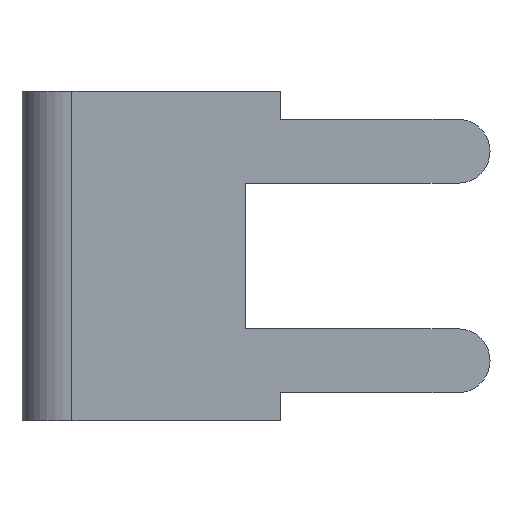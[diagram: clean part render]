
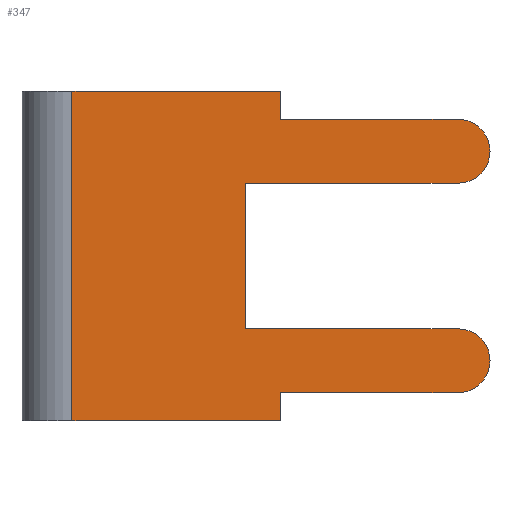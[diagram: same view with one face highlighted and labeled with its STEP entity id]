
A CAD part, left-side view. The second image highlights one B-rep face of the part: STEP entity #347.
In plain terms, the highlighted planar face has unit normal (-1, 0, 0).
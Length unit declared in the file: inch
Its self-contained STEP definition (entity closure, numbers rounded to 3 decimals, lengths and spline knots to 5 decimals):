
#228 = ORIENTED_EDGE ( 'NONE', *, *, #229, .F. ) ;
#229 = EDGE_CURVE ( 'NONE', #310, #309, #1038, .T. ) ;
#230 = ORIENTED_EDGE ( 'NONE', *, *, #231, .F. ) ;
#231 = EDGE_CURVE ( 'NONE', #232, #310, #1034, .T. ) ;
#232 = VERTEX_POINT ( 'NONE', #1090 ) ;
#233 = ORIENTED_EDGE ( 'NONE', *, *, #234, .F. ) ;
#234 = EDGE_CURVE ( 'NONE', #235, #232, #1089, .T. ) ;
#235 = VERTEX_POINT ( 'NONE', #1085 ) ;
#236 = ORIENTED_EDGE ( 'NONE', *, *, #237, .F. ) ;
#237 = EDGE_CURVE ( 'NONE', #238, #235, #1084, .T. ) ;
#238 = VERTEX_POINT ( 'NONE', #1080 ) ;
#239 = ORIENTED_EDGE ( 'NONE', *, *, #240, .F. ) ;
#240 = EDGE_CURVE ( 'NONE', #241, #238, #1079, .T. ) ;
#241 = VERTEX_POINT ( 'NONE', #1075 ) ;
#258 = ORIENTED_EDGE ( 'NONE', *, *, #259, .F. ) ;
#259 = EDGE_CURVE ( 'NONE', #260, #241, #1206, .T. ) ;
#260 = VERTEX_POINT ( 'NONE', #1314 ) ;
#261 = ORIENTED_EDGE ( 'NONE', *, *, #262, .F. ) ;
#262 = EDGE_CURVE ( 'NONE', #351, #260, #1313, .T. ) ;
#307 = ORIENTED_EDGE ( 'NONE', *, *, #308, .F. ) ;
#308 = EDGE_CURVE ( 'NONE', #309, #337, #1185, .T. ) ;
#309 = VERTEX_POINT ( 'NONE', #1181 ) ;
#310 = VERTEX_POINT ( 'NONE', #1180 ) ;
#321 = ORIENTED_EDGE ( 'NONE', *, *, #339, .T. ) ;
#337 = VERTEX_POINT ( 'NONE', #1331 ) ;
#339 = EDGE_CURVE ( 'NONE', #340, #337, #1285, .T. ) ;
#340 = VERTEX_POINT ( 'NONE', #1281 ) ;
#343 = EDGE_LOOP ( 'NONE', ( #348, #352, #355, #321, #307, #228, #230, #233, #236, #239, #258, #261 ) ) ;
#347 = ADVANCED_FACE ( 'NONE', ( #1273 ), #1269, .F. ) ;
#348 = ORIENTED_EDGE ( 'NONE', *, *, #349, .F. ) ;
#349 = EDGE_CURVE ( 'NONE', #350, #351, #1267, .T. ) ;
#350 = VERTEX_POINT ( 'NONE', #1260 ) ;
#351 = VERTEX_POINT ( 'NONE', #1259 ) ;
#352 = ORIENTED_EDGE ( 'NONE', *, *, #353, .F. ) ;
#353 = EDGE_CURVE ( 'NONE', #354, #350, #1258, .T. ) ;
#354 = VERTEX_POINT ( 'NONE', #1254 ) ;
#355 = ORIENTED_EDGE ( 'NONE', *, *, #356, .T. ) ;
#356 = EDGE_CURVE ( 'NONE', #354, #340, #1330, .T. ) ;
#1030 = DIRECTION ( 'NONE',  ( 0., 0., -1. ) ) ;
#1031 = DIRECTION ( 'NONE',  ( 1., 0., 0. ) ) ;
#1032 = CARTESIAN_POINT ( 'NONE',  ( -0.155, 0.03, 0.0565 ) ) ;
#1033 = AXIS2_PLACEMENT_3D ( 'NONE', #1032, #1031, #1030 ) ;
#1034 = CIRCLE ( 'NONE', #1033, 0.03 ) ;
#1035 = DIRECTION ( 'NONE',  ( 0., 1., 0. ) ) ;
#1036 = VECTOR ( 'NONE', #1035, 39.37008 ) ;
#1037 = CARTESIAN_POINT ( 'NONE',  ( -0.155, 0.393, 0.0265 ) ) ;
#1038 = LINE ( 'NONE', #1037, #1036 ) ;
#1075 = CARTESIAN_POINT ( 'NONE',  ( -0.155, 0.03, 0.2235 ) ) ;
#1076 = DIRECTION ( 'NONE',  ( 0., 1., 0. ) ) ;
#1077 = VECTOR ( 'NONE', #1076, 39.37008 ) ;
#1078 = CARTESIAN_POINT ( 'NONE',  ( -0.155, 0.393, 0.2235 ) ) ;
#1079 = LINE ( 'NONE', #1078, #1077 ) ;
#1080 = CARTESIAN_POINT ( 'NONE',  ( -0.155, 0.23, 0.2235 ) ) ;
#1081 = DIRECTION ( 'NONE',  ( 0., 0., -1. ) ) ;
#1082 = VECTOR ( 'NONE', #1081, 39.37008 ) ;
#1083 = CARTESIAN_POINT ( 'NONE',  ( -0.155, 0.23, 0.31 ) ) ;
#1084 = LINE ( 'NONE', #1083, #1082 ) ;
#1085 = CARTESIAN_POINT ( 'NONE',  ( -0.155, 0.23, 0.0865 ) ) ;
#1086 = DIRECTION ( 'NONE',  ( 0., -1., 0. ) ) ;
#1087 = VECTOR ( 'NONE', #1086, 39.37008 ) ;
#1088 = CARTESIAN_POINT ( 'NONE',  ( -0.155, 0.393, 0.0865 ) ) ;
#1089 = LINE ( 'NONE', #1088, #1087 ) ;
#1090 = CARTESIAN_POINT ( 'NONE',  ( -0.155, 0.03, 0.0865 ) ) ;
#1180 = CARTESIAN_POINT ( 'NONE',  ( -0.155, 0.03, 0.0265 ) ) ;
#1181 = CARTESIAN_POINT ( 'NONE',  ( -0.155, 0.197, 0.0265 ) ) ;
#1182 = DIRECTION ( 'NONE',  ( 0., 0., -1. ) ) ;
#1183 = VECTOR ( 'NONE', #1182, 39.37008 ) ;
#1184 = CARTESIAN_POINT ( 'NONE',  ( -0.155, 0.197, 0.31 ) ) ;
#1185 = LINE ( 'NONE', #1184, #1183 ) ;
#1205 = AXIS2_PLACEMENT_3D ( 'NONE', #1317, #1316, #1315 ) ;
#1206 = CIRCLE ( 'NONE', #1205, 0.03 ) ;
#1254 = CARTESIAN_POINT ( 'NONE',  ( -0.155, 0.393, 0.31 ) ) ;
#1255 = DIRECTION ( 'NONE',  ( 0., -1., 0. ) ) ;
#1256 = VECTOR ( 'NONE', #1255, 39.37008 ) ;
#1257 = CARTESIAN_POINT ( 'NONE',  ( -0.155, 0.393, 0.31 ) ) ;
#1258 = LINE ( 'NONE', #1257, #1256 ) ;
#1259 = CARTESIAN_POINT ( 'NONE',  ( -0.155, 0.197, 0.2835 ) ) ;
#1260 = CARTESIAN_POINT ( 'NONE',  ( -0.155, 0.197, 0.31 ) ) ;
#1261 = DIRECTION ( 'NONE',  ( 0., 0., -1. ) ) ;
#1262 = VECTOR ( 'NONE', #1261, 39.37008 ) ;
#1263 = CARTESIAN_POINT ( 'NONE',  ( -0.155, 0.197, 0.31 ) ) ;
#1264 = DIRECTION ( 'NONE',  ( 0., 0., -1. ) ) ;
#1265 = DIRECTION ( 'NONE',  ( 1., 0., 0. ) ) ;
#1266 = CARTESIAN_POINT ( 'NONE',  ( -0.155, 0.393, 0.31 ) ) ;
#1267 = LINE ( 'NONE', #1263, #1262 ) ;
#1268 = AXIS2_PLACEMENT_3D ( 'NONE', #1266, #1265, #1264 ) ;
#1269 = PLANE ( 'NONE',  #1268 ) ;
#1273 = FACE_OUTER_BOUND ( 'NONE', #343, .T. ) ;
#1281 = CARTESIAN_POINT ( 'NONE',  ( -0.155, 0.393, 0. ) ) ;
#1282 = DIRECTION ( 'NONE',  ( 0., -1., 0. ) ) ;
#1283 = VECTOR ( 'NONE', #1282, 39.37008 ) ;
#1284 = CARTESIAN_POINT ( 'NONE',  ( -0.155, 0.393, 0. ) ) ;
#1285 = LINE ( 'NONE', #1284, #1283 ) ;
#1310 = DIRECTION ( 'NONE',  ( 0., -1., 0. ) ) ;
#1311 = VECTOR ( 'NONE', #1310, 39.37008 ) ;
#1312 = CARTESIAN_POINT ( 'NONE',  ( -0.155, 0.393, 0.2835 ) ) ;
#1313 = LINE ( 'NONE', #1312, #1311 ) ;
#1314 = CARTESIAN_POINT ( 'NONE',  ( -0.155, 0.03, 0.2835 ) ) ;
#1315 = DIRECTION ( 'NONE',  ( 0., 0., -1. ) ) ;
#1316 = DIRECTION ( 'NONE',  ( 1., 0., 0. ) ) ;
#1317 = CARTESIAN_POINT ( 'NONE',  ( -0.155, 0.03, 0.2535 ) ) ;
#1327 = DIRECTION ( 'NONE',  ( 0., 0., -1. ) ) ;
#1328 = VECTOR ( 'NONE', #1327, 39.37008 ) ;
#1329 = CARTESIAN_POINT ( 'NONE',  ( -0.155, 0.393, 0.31 ) ) ;
#1330 = LINE ( 'NONE', #1329, #1328 ) ;
#1331 = CARTESIAN_POINT ( 'NONE',  ( -0.155, 0.197, 0. ) ) ;
